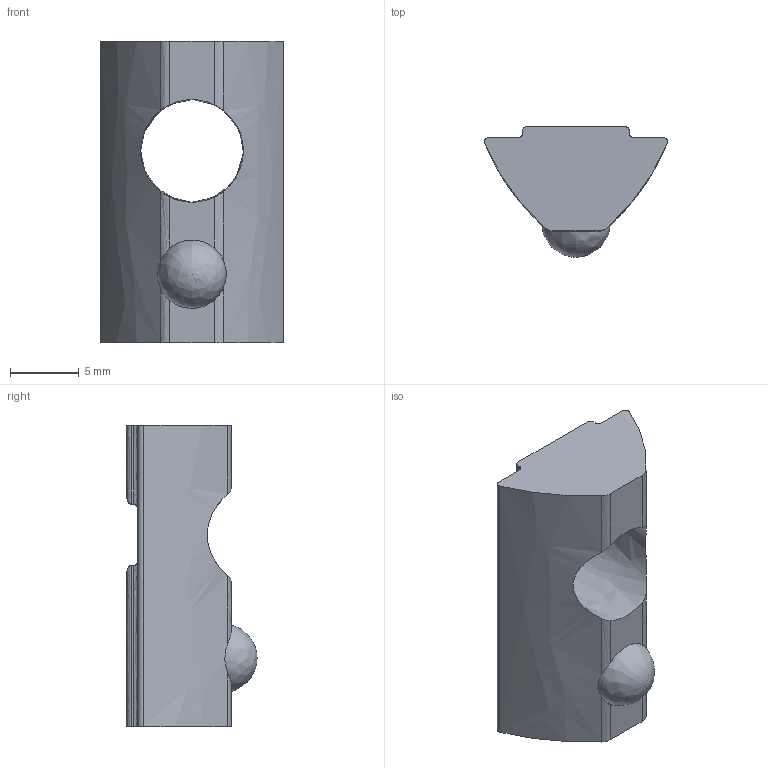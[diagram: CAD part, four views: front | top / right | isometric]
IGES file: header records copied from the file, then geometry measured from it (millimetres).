
Global section: file name: 102796; native system: Autodesk Inventor 2021; preprocessor: unknown; author: aluteckkpl_kk; date: 20230130.115812; units: millimetre
Bounding box: 13.4 x 9.5 x 22 mm (x, y, z)
Volume: 1120.3 mm3; surface area: 1144.9 mm2
Topology: 1 solids, 3 shells, 39 faces, 114 edges, 76 vertices
Faces by surface type: bspline 39
